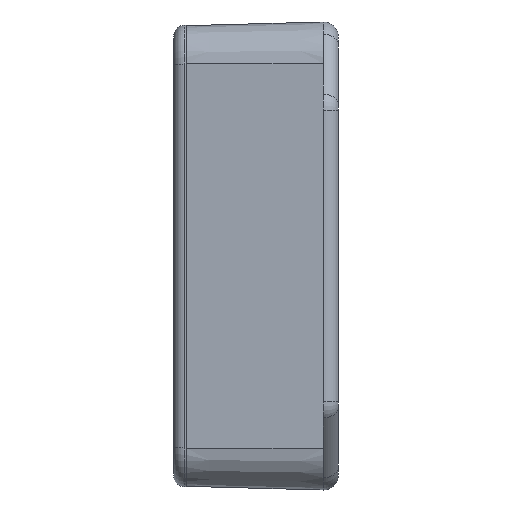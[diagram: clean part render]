
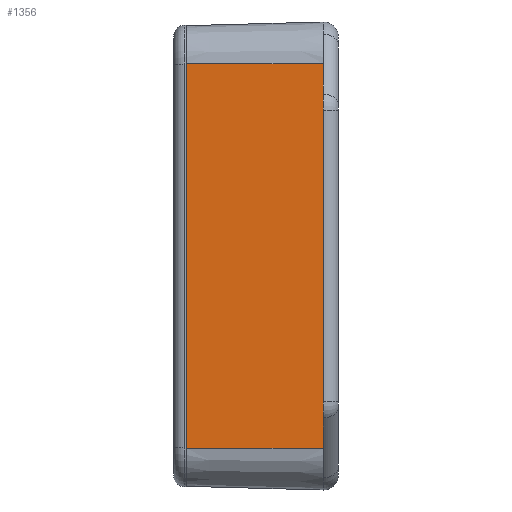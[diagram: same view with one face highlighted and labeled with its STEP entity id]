
A CAD part, left-side view. The second image highlights one B-rep face of the part: STEP entity #1356.
In plain terms, the highlighted planar face has unit normal (-1, 0.027, 0).
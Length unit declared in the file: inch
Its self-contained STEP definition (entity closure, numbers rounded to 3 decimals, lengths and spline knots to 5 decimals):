
#1301 = VERTEX_POINT ( 'NONE', #3872 ) ;
#1346 = VERTEX_POINT ( 'NONE', #3764 ) ;
#1348 = EDGE_LOOP ( 'NONE', ( #1357, #1361, #9477, #1364 ) ) ;
#1356 = ADVANCED_FACE ( 'NONE', ( #3763 ), #3753, .T. ) ;
#1357 = ORIENTED_EDGE ( 'NONE', *, *, #1359, .F. ) ;
#1358 = EDGE_CURVE ( 'NONE', #9460, #1301, #3921, .T. ) ;
#1359 = EDGE_CURVE ( 'NONE', #1301, #1346, #3759, .T. ) ;
#1361 = ORIENTED_EDGE ( 'NONE', *, *, #1358, .F. ) ;
#1364 = ORIENTED_EDGE ( 'NONE', *, *, #1413, .T. ) ;
#1413 = EDGE_CURVE ( 'NONE', #9461, #1346, #3967, .T. ) ;
#3753 = PLANE ( 'NONE',  #3899 ) ;
#3754 = CARTESIAN_POINT ( 'NONE',  ( -2.7725, 0., -1.582 ) ) ;
#3759 = LINE ( 'NONE', #3914, #3913 ) ;
#3763 = FACE_OUTER_BOUND ( 'NONE', #1348, .T. ) ;
#3764 = CARTESIAN_POINT ( 'NONE',  ( -2.7725, 0., 1.582 ) ) ;
#3765 = DIRECTION ( 'NONE',  ( -1., 0.027, 0. ) ) ;
#3872 = CARTESIAN_POINT ( 'NONE',  ( -2.7725, 0., -1.582 ) ) ;
#3899 = AXIS2_PLACEMENT_3D ( 'NONE', #3754, #3765, #3920 ) ;
#3912 = DIRECTION ( 'NONE',  ( 0., 0., 1. ) ) ;
#3913 = VECTOR ( 'NONE', #3912, 39.37008 ) ;
#3914 = CARTESIAN_POINT ( 'NONE',  ( -2.7725, 0., -1.582 ) ) ;
#3915 = DIRECTION ( 'NONE',  ( 0.027, 1., 0. ) ) ;
#3916 = VECTOR ( 'NONE', #3915, 39.37008 ) ;
#3917 = CARTESIAN_POINT ( 'NONE',  ( -2.7725, 0., -1.582 ) ) ;
#3920 = DIRECTION ( 'NONE',  ( -0.027, -1., 0. ) ) ;
#3921 = LINE ( 'NONE', #3917, #3916 ) ;
#3959 = CARTESIAN_POINT ( 'NONE',  ( -2.7725, 0., 1.582 ) ) ;
#3967 = LINE ( 'NONE', #3959, #3974 ) ;
#3973 = DIRECTION ( 'NONE',  ( 0.027, 1., 0. ) ) ;
#3974 = VECTOR ( 'NONE', #3973, 39.37008 ) ;
#8688 = CARTESIAN_POINT ( 'NONE',  ( -2.80255, -1.125, -1.582 ) ) ;
#8696 = CARTESIAN_POINT ( 'NONE',  ( -2.80255, -1.125, 1.582 ) ) ;
#8697 = DIRECTION ( 'NONE',  ( 0., 0., 1. ) ) ;
#8698 = VECTOR ( 'NONE', #8697, 39.37008 ) ;
#8745 = CARTESIAN_POINT ( 'NONE',  ( -2.80255, -1.125, 1.582 ) ) ;
#8746 = LINE ( 'NONE', #8745, #8698 ) ;
#9455 = EDGE_CURVE ( 'NONE', #9460, #9461, #8746, .T. ) ;
#9460 = VERTEX_POINT ( 'NONE', #8688 ) ;
#9461 = VERTEX_POINT ( 'NONE', #8696 ) ;
#9477 = ORIENTED_EDGE ( 'NONE', *, *, #9455, .T. ) ;
